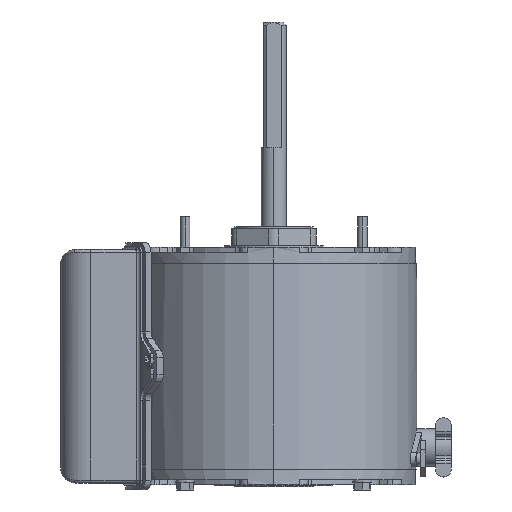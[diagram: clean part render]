
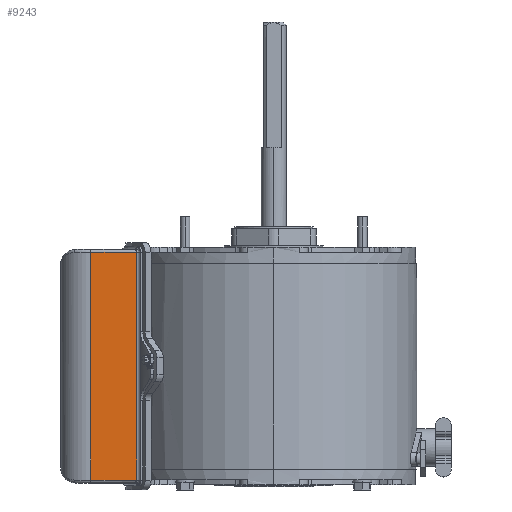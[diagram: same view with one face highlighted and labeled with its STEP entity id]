
A CAD part, left-side view. The second image highlights one B-rep face of the part: STEP entity #9243.
In plain terms, the highlighted planar face has unit normal (-1, 0, 0).
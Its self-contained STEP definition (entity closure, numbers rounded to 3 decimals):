
#296 = DIRECTION ( 'NONE',  ( 0., 0., 1. ) ) ;
#496 = AXIS2_PLACEMENT_3D ( 'NONE', #6965, #11646, #296 ) ;
#1592 = CARTESIAN_POINT ( 'NONE',  ( -33.5, 69.541, -232.2 ) ) ;
#1924 = VECTOR ( 'NONE', #9840, 1000. ) ;
#1957 = CARTESIAN_POINT ( 'NONE',  ( -33.5, -90.001, -116.8 ) ) ;
#2274 = CARTESIAN_POINT ( 'NONE',  ( -33.5, -90.001, -232.2 ) ) ;
#2462 = CARTESIAN_POINT ( 'NONE',  ( -33.5, 69.541, -116.8 ) ) ;
#2496 = VERTEX_POINT ( 'NONE', #1592 ) ;
#2504 = DIRECTION ( 'NONE',  ( 0., 1., 0. ) ) ;
#3027 = EDGE_CURVE ( 'NONE', #8761, #4205, #6463, .T. ) ;
#3083 = VECTOR ( 'NONE', #3494, 1000. ) ;
#3494 = DIRECTION ( 'NONE',  ( 0., 0., -1. ) ) ;
#3565 = LINE ( 'NONE', #2274, #7052 ) ;
#3804 = EDGE_CURVE ( 'NONE', #4205, #12130, #12701, .T. ) ;
#4023 = CARTESIAN_POINT ( 'NONE',  ( -33.5, 69.541, -157.014 ) ) ;
#4205 = VERTEX_POINT ( 'NONE', #5058 ) ;
#5058 = CARTESIAN_POINT ( 'NONE',  ( -33.5, 92.76, -116.8 ) ) ;
#5355 = ORIENTED_EDGE ( 'NONE', *, *, #7993, .F. ) ;
#6103 = FACE_OUTER_BOUND ( 'NONE', #7481, .T. ) ;
#6319 = DIRECTION ( 'NONE',  ( 0., 0., 1. ) ) ;
#6463 = LINE ( 'NONE', #1957, #1924 ) ;
#6468 = LINE ( 'NONE', #4023, #13683 ) ;
#6965 = CARTESIAN_POINT ( 'NONE',  ( -33.5, -90.001, -157.014 ) ) ;
#7052 = VECTOR ( 'NONE', #2504, 1000. ) ;
#7481 = EDGE_LOOP ( 'NONE', ( #13993, #11922, #5355, #7808 ) ) ;
#7808 = ORIENTED_EDGE ( 'NONE', *, *, #8116, .T. ) ;
#7993 = EDGE_CURVE ( 'NONE', #2496, #12130, #3565, .T. ) ;
#8116 = EDGE_CURVE ( 'NONE', #2496, #8761, #6468, .T. ) ;
#8761 = VERTEX_POINT ( 'NONE', #2462 ) ;
#9243 = ADVANCED_FACE ( 'NONE', ( #6103 ), #15034, .T. ) ;
#9840 = DIRECTION ( 'NONE',  ( 0., 1., 0. ) ) ;
#11646 = DIRECTION ( 'NONE',  ( -1., 0., 0. ) ) ;
#11922 = ORIENTED_EDGE ( 'NONE', *, *, #3804, .T. ) ;
#12130 = VERTEX_POINT ( 'NONE', #14774 ) ;
#12701 = LINE ( 'NONE', #14933, #3083 ) ;
#13683 = VECTOR ( 'NONE', #6319, 1000. ) ;
#13993 = ORIENTED_EDGE ( 'NONE', *, *, #3027, .T. ) ;
#14774 = CARTESIAN_POINT ( 'NONE',  ( -33.5, 92.76, -232.2 ) ) ;
#14933 = CARTESIAN_POINT ( 'NONE',  ( -33.5, 92.76, -157.014 ) ) ;
#15034 = PLANE ( 'NONE',  #496 ) ;
